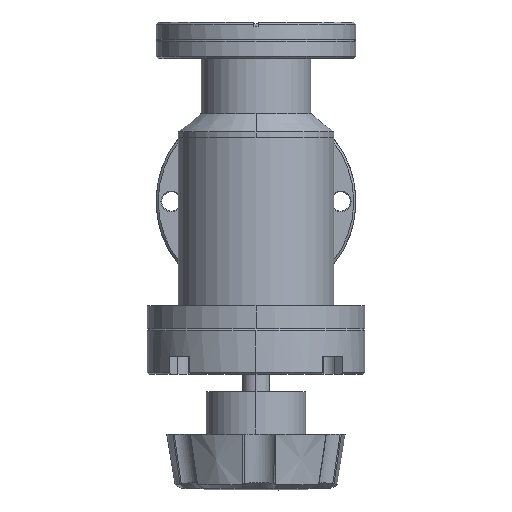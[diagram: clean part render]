
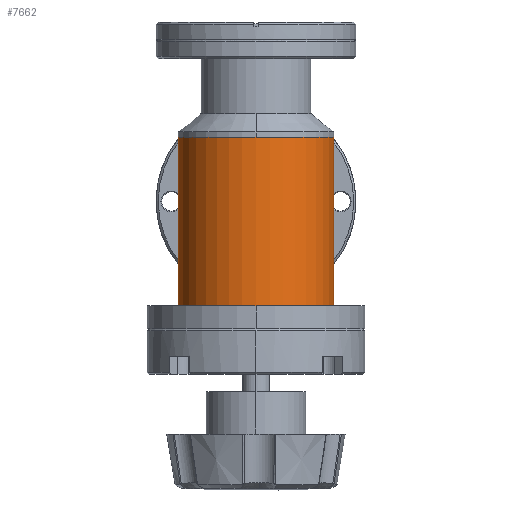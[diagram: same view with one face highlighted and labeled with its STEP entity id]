
A CAD part, front view. The second image highlights one B-rep face of the part: STEP entity #7662.
In plain terms, the highlighted cylindrical face has radius 26.988 mm (diameter 53.975 mm), a partial arc.
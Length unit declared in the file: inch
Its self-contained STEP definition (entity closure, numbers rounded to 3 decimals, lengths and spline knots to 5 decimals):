
#316 = VERTEX_POINT ( 'NONE', #6396 ) ;
#967 = CARTESIAN_POINT ( 'NONE',  ( -1.0625, 0., -2.34 ) ) ;
#1724 = VERTEX_POINT ( 'NONE', #13449 ) ;
#1809 = AXIS2_PLACEMENT_3D ( 'NONE', #9653, #12071, #10863 ) ;
#2048 = VERTEX_POINT ( 'NONE', #967 ) ;
#2842 = EDGE_CURVE ( 'NONE', #2048, #1724, #2846, .T. ) ;
#2846 = LINE ( 'NONE', #3882, #9619 ) ;
#3107 = DIRECTION ( 'NONE',  ( 0., 0., -1. ) ) ;
#3114 = CYLINDRICAL_SURFACE ( 'NONE', #1809, 1.0625 ) ;
#3882 = CARTESIAN_POINT ( 'NONE',  ( -1.0625, 0., -2.36 ) ) ;
#3915 = EDGE_CURVE ( 'NONE', #316, #1724, #9385, .T. ) ;
#4212 = EDGE_CURVE ( 'NONE', #2048, #15577, #9190, .T. ) ;
#5159 = FACE_OUTER_BOUND ( 'NONE', #9519, .T. ) ;
#5722 = LINE ( 'NONE', #14606, #14969 ) ;
#5853 = EDGE_CURVE ( 'NONE', #15577, #316, #5722, .T. ) ;
#6396 = CARTESIAN_POINT ( 'NONE',  ( 1.0625, 0., 0. ) ) ;
#6605 = AXIS2_PLACEMENT_3D ( 'NONE', #10330, #3107, #11532 ) ;
#6672 = ORIENTED_EDGE ( 'NONE', *, *, #5853, .T. ) ;
#6719 = ORIENTED_EDGE ( 'NONE', *, *, #4212, .T. ) ;
#6787 = DIRECTION ( 'NONE',  ( 0., 0., 1. ) ) ;
#7385 = DIRECTION ( 'NONE',  ( 0., 0., 1. ) ) ;
#7662 = ADVANCED_FACE ( 'NONE', ( #5159 ), #3114, .T. ) ;
#8417 = ORIENTED_EDGE ( 'NONE', *, *, #3915, .T. ) ;
#9190 = CIRCLE ( 'NONE', #12753, 1.0625 ) ;
#9385 = CIRCLE ( 'NONE', #6605, 1.0625 ) ;
#9519 = EDGE_LOOP ( 'NONE', ( #11078, #6719, #6672, #8417 ) ) ;
#9619 = VECTOR ( 'NONE', #12297, 39.37008 ) ;
#9653 = CARTESIAN_POINT ( 'NONE',  ( 0., 0., -2.36 ) ) ;
#10330 = CARTESIAN_POINT ( 'NONE',  ( 0., 0., 0. ) ) ;
#10863 = DIRECTION ( 'NONE',  ( 1., 0., 0. ) ) ;
#11078 = ORIENTED_EDGE ( 'NONE', *, *, #2842, .F. ) ;
#11532 = DIRECTION ( 'NONE',  ( 1., 0., 0. ) ) ;
#12071 = DIRECTION ( 'NONE',  ( 0., 0., 1. ) ) ;
#12297 = DIRECTION ( 'NONE',  ( 0., 0., 1. ) ) ;
#12753 = AXIS2_PLACEMENT_3D ( 'NONE', #13964, #6787, #15183 ) ;
#13449 = CARTESIAN_POINT ( 'NONE',  ( -1.0625, 0., 0. ) ) ;
#13964 = CARTESIAN_POINT ( 'NONE',  ( 0., 0., -2.34 ) ) ;
#14086 = CARTESIAN_POINT ( 'NONE',  ( 1.0625, 0., -2.34 ) ) ;
#14606 = CARTESIAN_POINT ( 'NONE',  ( 1.0625, 0., -2.36 ) ) ;
#14969 = VECTOR ( 'NONE', #7385, 39.37008 ) ;
#15183 = DIRECTION ( 'NONE',  ( 1., 0., 0. ) ) ;
#15577 = VERTEX_POINT ( 'NONE', #14086 ) ;
